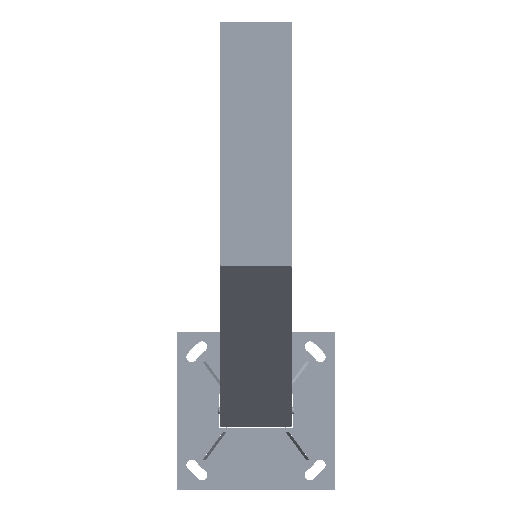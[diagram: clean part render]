
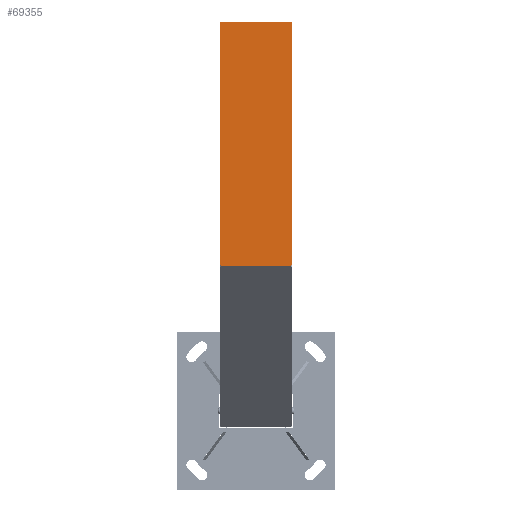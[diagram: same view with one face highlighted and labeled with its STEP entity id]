
A CAD part, left-side view. The second image highlights one B-rep face of the part: STEP entity #69355.
In plain terms, the highlighted face is planar.
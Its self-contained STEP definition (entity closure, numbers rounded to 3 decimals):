
#2046 = DIRECTION ( 'NONE',  ( 1., 0., 0. ) ) ;
#3618 = VECTOR ( 'NONE', #121632, 1000. ) ;
#12733 = EDGE_CURVE ( 'NONE', #68757, #68776, #18742, .T. ) ;
#15146 = ORIENTED_EDGE ( 'NONE', *, *, #127304, .T. ) ;
#16832 = EDGE_LOOP ( 'NONE', ( #45844, #15146, #67716, #86809, #31017, #97930 ) ) ;
#18449 = CARTESIAN_POINT ( 'NONE',  ( 589.81, -55., -254.81 ) ) ;
#18742 = LINE ( 'NONE', #34412, #88330 ) ;
#19211 = VECTOR ( 'NONE', #131189, 1000. ) ;
#29779 = PLANE ( 'NONE',  #181098 ) ;
#31017 = ORIENTED_EDGE ( 'NONE', *, *, #136685, .F. ) ;
#34089 = VERTEX_POINT ( 'NONE', #169197 ) ;
#34412 = CARTESIAN_POINT ( 'NONE',  ( 589.81, 55., -254.81 ) ) ;
#38416 = CARTESIAN_POINT ( 'NONE',  ( 225.041, 57.161, -254.81 ) ) ;
#38600 = EDGE_CURVE ( 'NONE', #180029, #34089, #95713, .T. ) ;
#43878 = VERTEX_POINT ( 'NONE', #113322 ) ;
#45844 = ORIENTED_EDGE ( 'NONE', *, *, #174894, .T. ) ;
#54056 = LINE ( 'NONE', #141750, #141043 ) ;
#67716 = ORIENTED_EDGE ( 'NONE', *, *, #158419, .F. ) ;
#68757 = VERTEX_POINT ( 'NONE', #163593 ) ;
#68776 = VERTEX_POINT ( 'NONE', #103641 ) ;
#69355 = ADVANCED_FACE ( 'NONE', ( #156370 ), #29779, .F. ) ;
#69605 = DIRECTION ( 'NONE',  ( 0., 0., 1. ) ) ;
#76483 = VECTOR ( 'NONE', #146814, 1000. ) ;
#79650 = LINE ( 'NONE', #118203, #76483 ) ;
#83584 = DIRECTION ( 'NONE',  ( 0., -1., 0. ) ) ;
#86809 = ORIENTED_EDGE ( 'NONE', *, *, #38600, .T. ) ;
#87335 = CARTESIAN_POINT ( 'NONE',  ( 225.041, -57.161, -254.81 ) ) ;
#88330 = VECTOR ( 'NONE', #118552, 1000. ) ;
#95713 = LINE ( 'NONE', #38416, #3618 ) ;
#97329 = CARTESIAN_POINT ( 'NONE',  ( 589.81, 55., -254.81 ) ) ;
#97930 = ORIENTED_EDGE ( 'NONE', *, *, #12733, .F. ) ;
#103641 = CARTESIAN_POINT ( 'NONE',  ( 589.81, 55., -254.81 ) ) ;
#110527 = VECTOR ( 'NONE', #171390, 1000. ) ;
#113322 = CARTESIAN_POINT ( 'NONE',  ( 222.702, -55., -254.81 ) ) ;
#115042 = LINE ( 'NONE', #87335, #110527 ) ;
#118203 = CARTESIAN_POINT ( 'NONE',  ( 589.81, 55., -254.81 ) ) ;
#118552 = DIRECTION ( 'NONE',  ( 0., 1., 0. ) ) ;
#119972 = CARTESIAN_POINT ( 'NONE',  ( 219.454, 52., -254.81 ) ) ;
#121632 = DIRECTION ( 'NONE',  ( 0.735, 0.679, 0. ) ) ;
#127304 = EDGE_CURVE ( 'NONE', #43878, #157088, #115042, .T. ) ;
#131189 = DIRECTION ( 'NONE',  ( -1., 0., 0. ) ) ;
#136685 = EDGE_CURVE ( 'NONE', #68776, #34089, #79650, .T. ) ;
#141043 = VECTOR ( 'NONE', #83584, 1000. ) ;
#141750 = CARTESIAN_POINT ( 'NONE',  ( 219.454, 55., -254.81 ) ) ;
#146814 = DIRECTION ( 'NONE',  ( -1., 0., 0. ) ) ;
#156370 = FACE_OUTER_BOUND ( 'NONE', #16832, .T. ) ;
#157088 = VERTEX_POINT ( 'NONE', #167395 ) ;
#157972 = LINE ( 'NONE', #18449, #19211 ) ;
#158419 = EDGE_CURVE ( 'NONE', #180029, #157088, #54056, .T. ) ;
#163593 = CARTESIAN_POINT ( 'NONE',  ( 589.81, -55., -254.81 ) ) ;
#167395 = CARTESIAN_POINT ( 'NONE',  ( 219.454, -52., -254.81 ) ) ;
#169197 = CARTESIAN_POINT ( 'NONE',  ( 222.702, 55., -254.81 ) ) ;
#171390 = DIRECTION ( 'NONE',  ( -0.735, 0.679, 0. ) ) ;
#174894 = EDGE_CURVE ( 'NONE', #68757, #43878, #157972, .T. ) ;
#180029 = VERTEX_POINT ( 'NONE', #119972 ) ;
#181098 = AXIS2_PLACEMENT_3D ( 'NONE', #97329, #69605, #2046 ) ;
